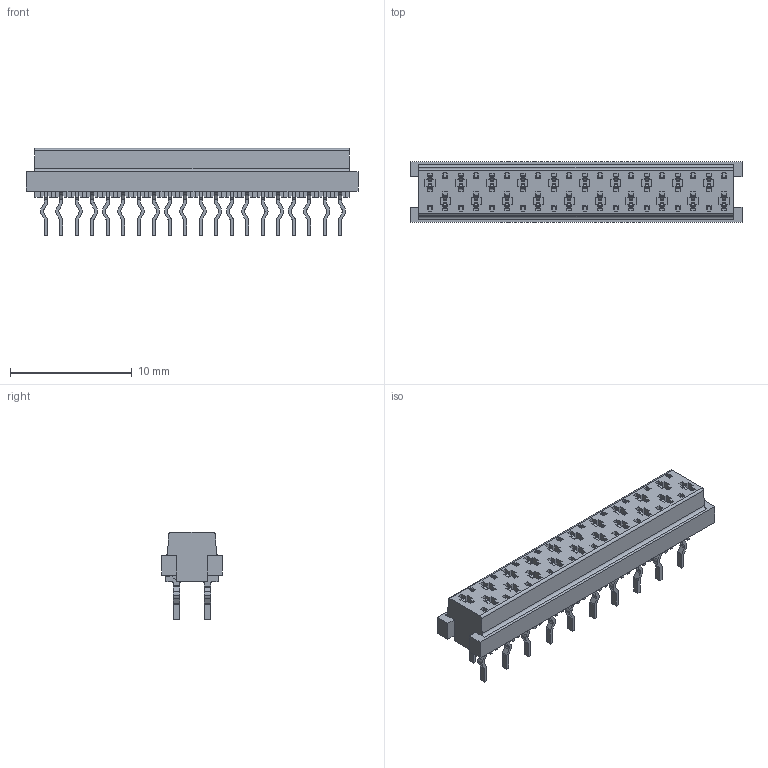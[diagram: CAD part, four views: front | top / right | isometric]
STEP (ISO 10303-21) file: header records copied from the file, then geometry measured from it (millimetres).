
FILE_DESCRIPTION(('STEP AP242'),'1');
FILE_NAME('9-215079-0.stp','2022-07-26T08:48:57',('TraceParts'),('TraceParts S.A.'),'Spatial InterOp 3D',' ',' ');
FILE_SCHEMA(('AP242_MANAGED_MODEL_BASED_3D_ENGINEERING_MIM_LF {1 0 10303 442 1 1 4}'));
Length unit declared in the file: millimetre
Products named in the file (1): 9-215079-0_1
Bounding box: 27.23 x 5 x 7.15 mm (x, y, z)
Volume: 416.7 mm3; surface area: 865.8 mm2
Topology: 13 solids, 13 shells, 1856 faces, 5266 edges, 3492 vertices
Faces by surface type: plane 1504, cylinder 352
Entity records: 59653 total; most frequent: CARTESIAN_POINT 10627, ORIENTED_EDGE 10532, DIRECTION 9708, EDGE_CURVE 5266, LINE 4562, VECTOR 4562, VERTEX_POINT 3492, AXIS2_PLACEMENT_3D 2573
